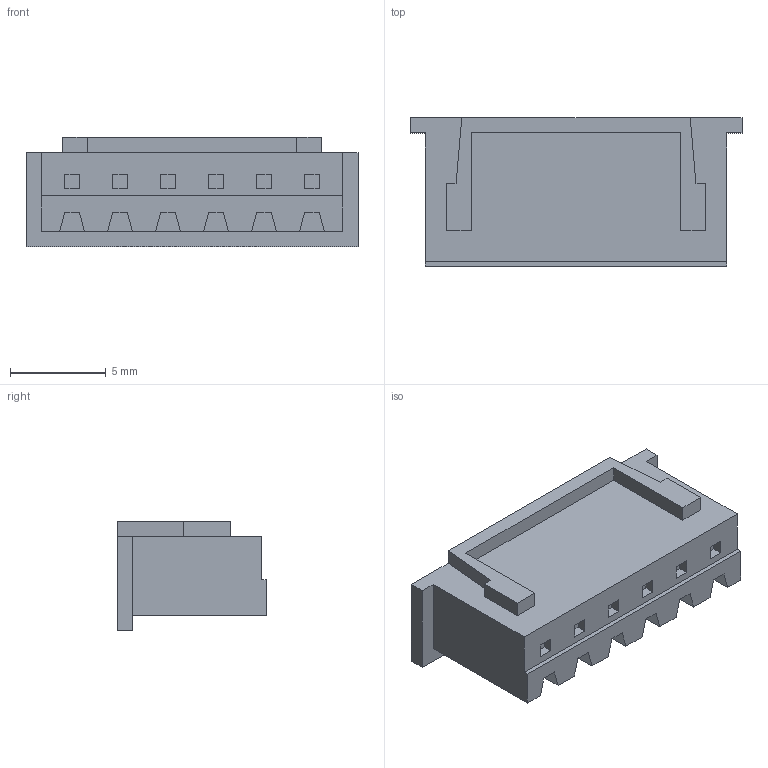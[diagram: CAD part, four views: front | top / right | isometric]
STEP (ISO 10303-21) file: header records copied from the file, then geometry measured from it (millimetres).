
FILE_DESCRIPTION (( 'STEP AP214' ), '1' );
FILE_NAME ('XHP-6.STEP', '2011-06-08T09:18:20', ( '9g-mnaganawa' ), ( 'ｊｓｔ－ｏｅｃ' ), 'SwSTEP 2.0', 'SolidWorks 2005235', '' );
FILE_SCHEMA (( 'AUTOMOTIVE_DESIGN' ));
Length unit declared in the file: millimetre
Products named in the file (1): XHP-6
Bounding box: 17.3 x 7.75 x 5.7 mm (x, y, z)
Volume: 487.5 mm3; surface area: 581.6 mm2
Topology: 1 solids, 1 shells, 132 faces, 354 edges, 236 vertices
Faces by surface type: plane 132
Entity records: 4061 total; most frequent: CARTESIAN_POINT 723, ORIENTED_EDGE 708, DIRECTION 620, LINE 354, VECTOR 354, EDGE_CURVE 354, VERTEX_POINT 236, EDGE_LOOP 144
